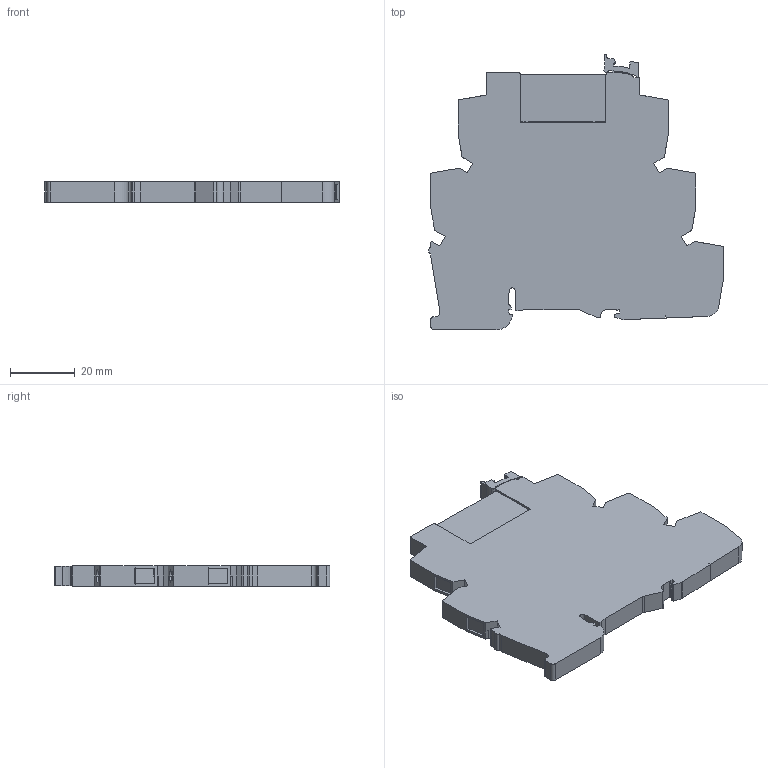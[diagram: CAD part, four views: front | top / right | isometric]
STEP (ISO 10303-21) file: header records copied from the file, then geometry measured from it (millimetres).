
FILE_DESCRIPTION (( 'STEP AP214' ), '1' );
FILE_NAME ('KPR-SCE-12VACDC-1.STEP', '2019-03-12T16:20:09', ( '' ), ( '' ), 'SwSTEP 2.0', 'SolidWorks 2018', '' );
FILE_SCHEMA (( 'AUTOMOTIVE_DESIGN' ));
Length unit declared in the file: inch
Products named in the file (1): KPR-SCE-12VACDC-1
Bounding box: 91.08 x 85.44 x 6.2 mm (x, y, z)
Volume: 34478.7 mm3; surface area: 15196.5 mm2
Topology: 1 solids, 1 shells, 422 faces, 1242 edges, 814 vertices
Faces by surface type: plane 304, cylinder 90, bspline 28
Entity records: 17898 total; most frequent: CARTESIAN_POINT 4174, ORIENTED_EDGE 2484, DIRECTION 2123, EDGE_CURVE 1242, VECTOR 949, LINE 949, VERTEX_POINT 814, AXIS2_PLACEMENT_3D 587
